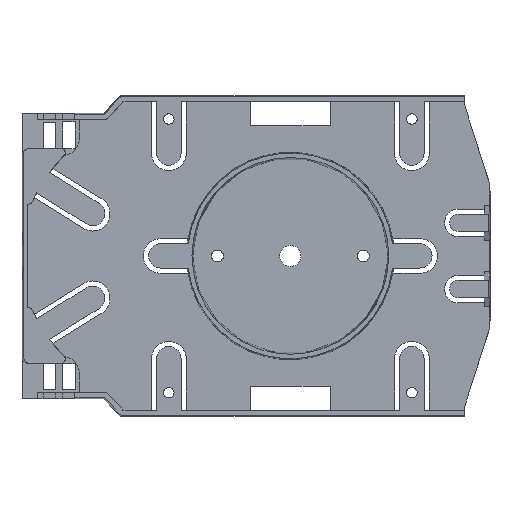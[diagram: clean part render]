
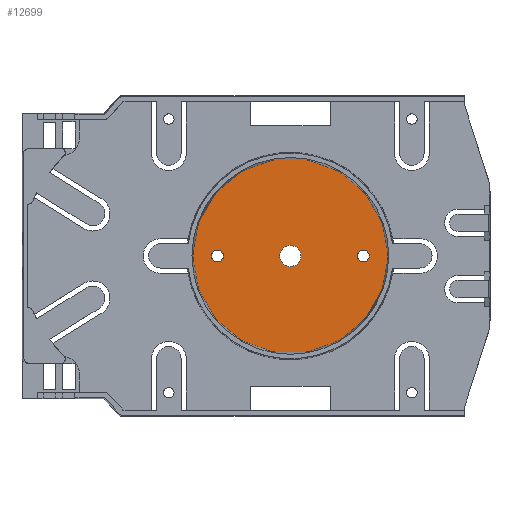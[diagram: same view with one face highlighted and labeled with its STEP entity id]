
A CAD part, top view. The second image highlights one B-rep face of the part: STEP entity #12699.
In plain terms, the highlighted planar face has unit normal (0, 0, 1).
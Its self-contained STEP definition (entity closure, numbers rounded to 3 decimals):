
#431=CIRCLE('',#13346,3.05);
#432=CIRCLE('',#13347,1.7);
#433=CIRCLE('',#13348,1.7);
#434=CIRCLE('',#13349,28.05);
#1130=ORIENTED_EDGE('',*,*,#3946,.T.);
#1131=ORIENTED_EDGE('',*,*,#3947,.T.);
#1132=ORIENTED_EDGE('',*,*,#3948,.T.);
#1133=ORIENTED_EDGE('',*,*,#3949,.T.);
#3946=EDGE_CURVE('',#5350,#5350,#431,.T.);
#3947=EDGE_CURVE('',#5351,#5351,#432,.T.);
#3948=EDGE_CURVE('',#5352,#5352,#433,.T.);
#3949=EDGE_CURVE('',#5353,#5353,#434,.T.);
#5350=VERTEX_POINT('',#17663);
#5351=VERTEX_POINT('',#17665);
#5352=VERTEX_POINT('',#17667);
#5353=VERTEX_POINT('',#17669);
#7838=EDGE_LOOP('',(#1130));
#7839=EDGE_LOOP('',(#1131));
#7840=EDGE_LOOP('',(#1132));
#7841=EDGE_LOOP('',(#1133));
#8432=FACE_BOUND('',#7838,.T.);
#8433=FACE_BOUND('',#7839,.T.);
#8434=FACE_BOUND('',#7840,.T.);
#8435=FACE_BOUND('',#7841,.T.);
#9001=PLANE('',#13345);
#12699=ADVANCED_FACE('',(#8432,#8433,#8434,#8435),#9001,.T.);
#13345=AXIS2_PLACEMENT_3D('',#17661,#14589,#14590);
#13346=AXIS2_PLACEMENT_3D('',#17662,#14591,#14592);
#13347=AXIS2_PLACEMENT_3D('',#17664,#14593,#14594);
#13348=AXIS2_PLACEMENT_3D('',#17666,#14595,#14596);
#13349=AXIS2_PLACEMENT_3D('',#17668,#14597,#14598);
#14589=DIRECTION('',(0.,0.,1.));
#14590=DIRECTION('',(1.,0.,0.));
#14591=DIRECTION('',(0.,0.,-1.));
#14592=DIRECTION('',(-1.,0.,0.));
#14593=DIRECTION('',(0.,0.,-1.));
#14594=DIRECTION('',(-1.,0.,0.));
#14595=DIRECTION('',(0.,0.,-1.));
#14596=DIRECTION('',(-1.,0.,0.));
#14597=DIRECTION('',(0.,0.,1.));
#14598=DIRECTION('',(-1.,0.,0.));
#17661=CARTESIAN_POINT('',(-9.9,0.,1.55));
#17662=CARTESIAN_POINT('',(0.,0.,1.55));
#17663=CARTESIAN_POINT('',(-3.05,0.,1.55));
#17664=CARTESIAN_POINT('',(21.,0.,1.55));
#17665=CARTESIAN_POINT('',(19.3,0.,1.55));
#17666=CARTESIAN_POINT('',(-21.,0.,1.55));
#17667=CARTESIAN_POINT('',(-22.7,0.,1.55));
#17668=CARTESIAN_POINT('',(0.,0.,1.55));
#17669=CARTESIAN_POINT('',(-28.05,0.,1.55));
